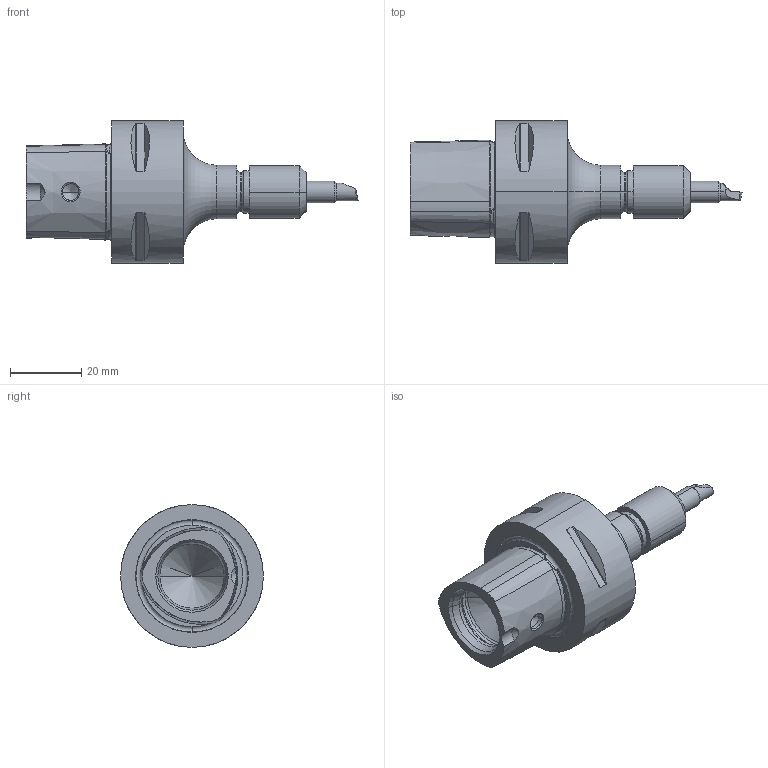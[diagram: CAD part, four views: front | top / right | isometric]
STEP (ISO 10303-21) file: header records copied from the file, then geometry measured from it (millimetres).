
FILE_DESCRIPTION (( 'STEP AP214' ), '1' );
FILE_NAME ('MBM-25 PSC40_SDA6.STEP', '2016-03-16T13:27:47', ( '' ), ( '' ), 'SwSTEP 2.0', 'SolidWorks 2015', '' );
FILE_SCHEMA (( 'AUTOMOTIVE_DESIGN' ));
Length unit declared in the file: millimetre
Products named in the file (1): MBM-25 PSC40_SDA6
Bounding box: 93 x 40 x 40 mm (x, y, z)
Volume: 41839 mm3; surface area: 9458.8 mm2
Topology: 1 solids, 1 shells, 137 faces, 318 edges, 190 vertices
Faces by surface type: cone 41, torus 35, cylinder 31, plane 28, bspline 2
Entity records: 6326 total; most frequent: CARTESIAN_POINT 3041, DIRECTION 668, ORIENTED_EDGE 628, EDGE_CURVE 314, AXIS2_PLACEMENT_3D 291, VERTEX_POINT 190, CIRCLE 155, EDGE_LOOP 148
